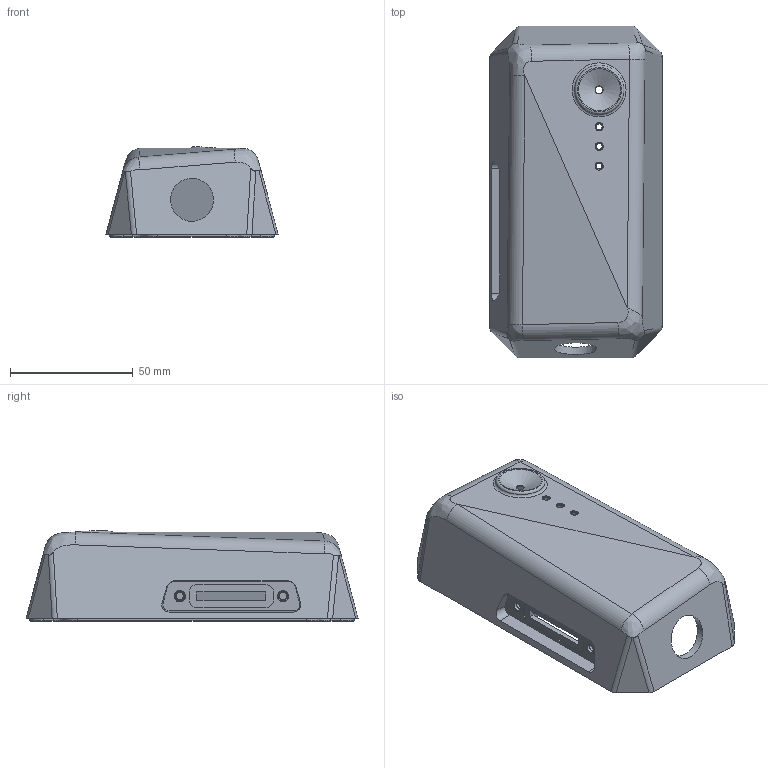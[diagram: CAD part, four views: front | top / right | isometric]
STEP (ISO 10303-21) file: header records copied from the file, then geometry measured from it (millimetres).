
FILE_DESCRIPTION(('FreeCAD Model'),'2;1');
FILE_NAME('Open CASCADE Shape Model','2021-02-16T18:10:52',('Author'),( ''),'Open CASCADE STEP processor 7.4','FreeCAD','Unknown');
FILE_SCHEMA(('AUTOMOTIVE_DESIGN { 1 0 10303 214 1 1 1 1 }'));
Length unit declared in the file: millimetre
Products named in the file (4): enclosure_faceted3; inserts-lid; tappex-118m3; enclosure-lid
Assembly tree (10 placements, depth 3):
  enclosure_faceted3
    inserts-lid
      tappex-118m3  x8
    enclosure-lid
Bounding box: 70 x 135 x 36.76 mm (x, y, z)
Volume: 64895.1 mm3; surface area: 40765.2 mm2
Topology: 9 solids, 9 shells, 343 faces, 766 edges, 481 vertices
Faces by surface type: plane 122, cylinder 95, bspline 51, cone 48, torus 27
Full cylindrical faces by diameter (mm): 2.4 x3, 3 x8, 3.2 x1, 3.3 x3, 3.5 x8, 4.3 x4, 4.6 x12, 8 x1, 17.46 x1
Entity records: 12535 total; most frequent: CARTESIAN_POINT 5973, ORIENTED_EDGE 1378, DIRECTION 1266, EDGE_CURVE 689, AXIS2_PLACEMENT_3D 491, VERTEX_POINT 432, FACE_BOUND 325, EDGE_LOOP 325
